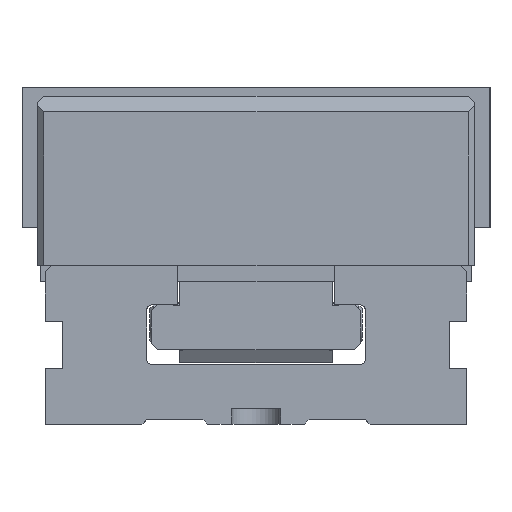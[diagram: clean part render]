
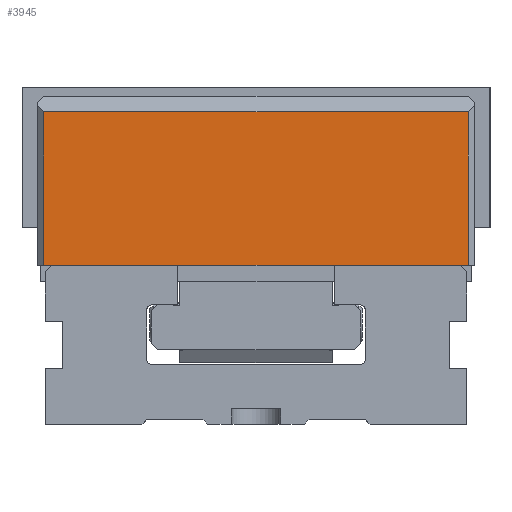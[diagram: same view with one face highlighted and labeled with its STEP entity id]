
A CAD part, left-side view. The second image highlights one B-rep face of the part: STEP entity #3945.
In plain terms, the highlighted planar face has unit normal (-1, 0, 0).
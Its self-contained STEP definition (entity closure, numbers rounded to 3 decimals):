
#3555=FACE_OUTER_BOUND('',#6398,.T.);
#3945=ADVANCED_FACE('',(#3555),#4247,.T.);
#4247=PLANE('',#10897);
#4812=LINE('',#15112,#5468);
#4823=LINE('',#15143,#5479);
#4824=LINE('',#15146,#5480);
#4825=LINE('',#15147,#5481);
#5468=VECTOR('',#12660,1.);
#5479=VECTOR('',#12683,1.);
#5480=VECTOR('',#12684,1.);
#5481=VECTOR('',#12685,1.);
#6398=EDGE_LOOP('',(#8072,#8073,#8074,#8075));
#8072=ORIENTED_EDGE('',*,*,#9930,.T.);
#8073=ORIENTED_EDGE('',*,*,#9931,.T.);
#8074=ORIENTED_EDGE('',*,*,#9915,.T.);
#8075=ORIENTED_EDGE('',*,*,#9932,.T.);
#8998=VERTEX_POINT('',#15113);
#8999=VERTEX_POINT('',#15114);
#9012=VERTEX_POINT('',#15144);
#9013=VERTEX_POINT('',#15145);
#9915=EDGE_CURVE('',#8998,#8999,#4812,.T.);
#9930=EDGE_CURVE('',#9012,#9013,#4823,.T.);
#9931=EDGE_CURVE('',#9013,#8998,#4824,.T.);
#9932=EDGE_CURVE('',#8999,#9012,#4825,.T.);
#10897=AXIS2_PLACEMENT_3D('',#15148,#12686,#12687);
#12660=DIRECTION('',(0.,-1.,0.));
#12683=DIRECTION('',(0.,1.,0.));
#12684=DIRECTION('',(0.,0.,-1.));
#12685=DIRECTION('',(0.,0.,1.));
#12686=DIRECTION('',(-1.,0.,0.));
#12687=DIRECTION('',(0.,0.,-1.));
#15112=CARTESIAN_POINT('',(-506.485,67.5,17.098));
#15113=CARTESIAN_POINT('',(-506.485,135.5,17.098));
#15114=CARTESIAN_POINT('',(-506.485,-0.5,17.098));
#15143=CARTESIAN_POINT('',(-506.485,67.5,66.298));
#15144=CARTESIAN_POINT('',(-506.485,-0.5,66.298));
#15145=CARTESIAN_POINT('',(-506.485,135.5,66.298));
#15146=CARTESIAN_POINT('',(-506.485,135.5,16.998));
#15147=CARTESIAN_POINT('',(-506.485,-0.5,16.998));
#15148=CARTESIAN_POINT('',(-506.485,67.5,16.998));
